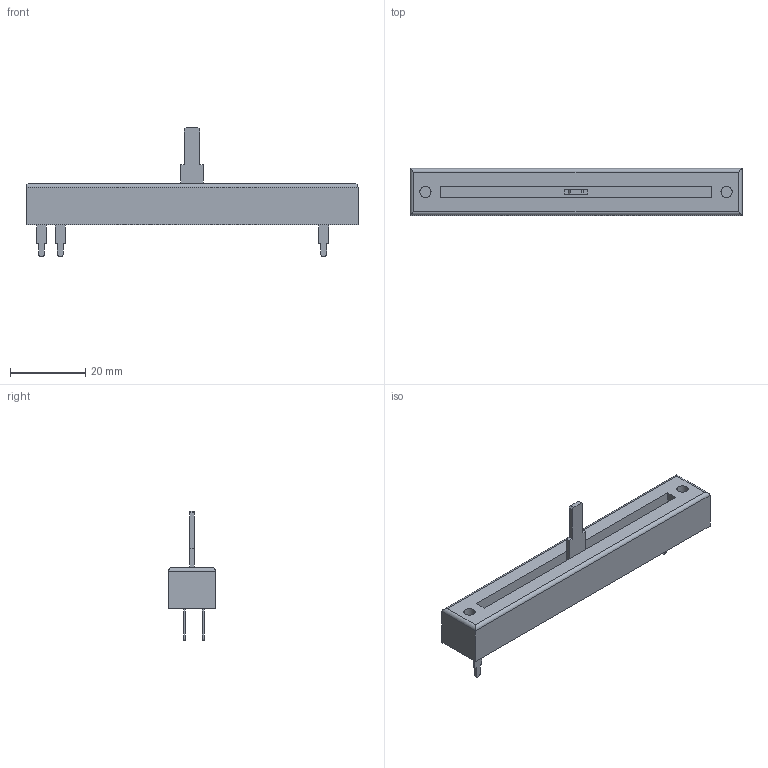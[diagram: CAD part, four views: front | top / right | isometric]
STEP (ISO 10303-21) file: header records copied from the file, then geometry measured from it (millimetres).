
FILE_DESCRIPTION(/* description */ ('STEP AP242','CAx-IF Rec.Pracs.---Representation and Presentation of Product Manufacturing Information (PMI)---4.0---2014-10-13','CAx-IF Rec.Pracs.---3D Tessellated Geometry---0.4---2014-09-14','2;1'),/* implementation_level */ '2;1');
FILE_NAME(/* name */ '65c7e97ee268a310d9aec18b',/* time_stamp */ '2024-02-10T21:24:14Z',/* author */ (''),/* organization */ (''),/* preprocessor_version */ 'ST-DEVELOPER v19.4',/* originating_system */ ' ',/* authorisation */ ' ');
FILE_SCHEMA (('AP242_MANAGED_MODEL_BASED_3D_ENGINEERING_MIM_LF { 1 0 10303 442 1 1 4 }'));
Length unit declared in the file: metre
Products named in the file (5): Body 60; Pin 2 60; Pin 3 60; Pin 1 60; Slider 60
Bounding box: 88.2 x 12.5 x 34.5 mm (x, y, z)
Volume: 11080.7 mm3; surface area: 5579.2 mm2
Topology: 5 solids, 5 shells, 61 faces, 140 edges, 92 vertices
Faces by surface type: plane 52, cylinder 9
Full cylindrical faces by diameter (mm): 3 x2
Entity records: 1809 total; most frequent: CARTESIAN_POINT 296, DIRECTION 284, ORIENTED_EDGE 276, EDGE_CURVE 138, LINE 124, VECTOR 124, VERTEX_POINT 92, AXIS2_PLACEMENT_3D 80
